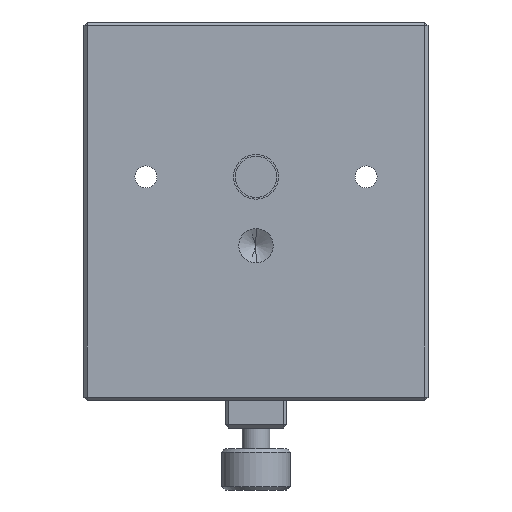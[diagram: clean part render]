
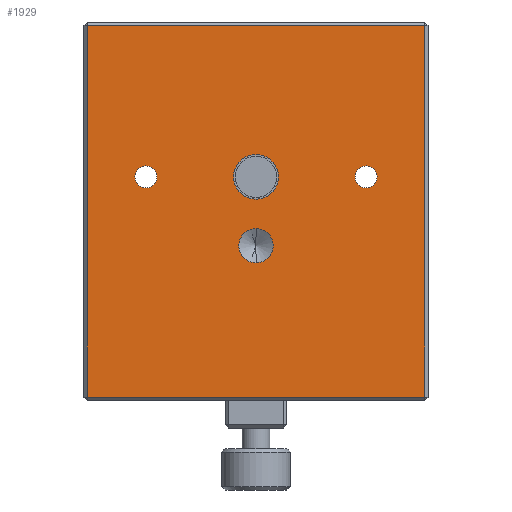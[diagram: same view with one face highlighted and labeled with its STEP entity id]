
A CAD part, front view. The second image highlights one B-rep face of the part: STEP entity #1929.
In plain terms, the highlighted planar face has unit normal (0, -1, 0).
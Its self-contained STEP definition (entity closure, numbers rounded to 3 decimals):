
#22 = EDGE_CURVE ( 'NONE', #1120, #3142, #3366, .T. ) ;
#119 = CARTESIAN_POINT ( 'NONE',  ( 0., 0., -2.5 ) ) ;
#196 = CARTESIAN_POINT ( 'NONE',  ( -16., 0., 6.6 ) ) ;
#255 = VERTEX_POINT ( 'NONE', #2140 ) ;
#282 = CIRCLE ( 'NONE', #2851, 1.6 ) ;
#310 = CARTESIAN_POINT ( 'NONE',  ( 16., 0., 5. ) ) ;
#409 = DIRECTION ( 'NONE',  ( 0., -1., 0. ) ) ;
#417 = ORIENTED_EDGE ( 'NONE', *, *, #1589, .T. ) ;
#475 = ORIENTED_EDGE ( 'NONE', *, *, #541, .T. ) ;
#491 = CARTESIAN_POINT ( 'NONE',  ( -24.5, 0., 27. ) ) ;
#536 = CARTESIAN_POINT ( 'NONE',  ( -24.5, 0., -27. ) ) ;
#541 = EDGE_CURVE ( 'NONE', #255, #3367, #3887, .T. ) ;
#572 = CARTESIAN_POINT ( 'NONE',  ( 0., 0., 5. ) ) ;
#575 = DIRECTION ( 'NONE',  ( 0., 1., 0. ) ) ;
#602 = VERTEX_POINT ( 'NONE', #1638 ) ;
#606 = VECTOR ( 'NONE', #1442, 1000. ) ;
#616 = DIRECTION ( 'NONE',  ( 0., 0., 1. ) ) ;
#632 = VERTEX_POINT ( 'NONE', #3035 ) ;
#634 = EDGE_LOOP ( 'NONE', ( #2454, #1343 ) ) ;
#724 = VERTEX_POINT ( 'NONE', #491 ) ;
#780 = AXIS2_PLACEMENT_3D ( 'NONE', #2005, #2027, #1994 ) ;
#802 = VECTOR ( 'NONE', #3508, 1000. ) ;
#879 = DIRECTION ( 'NONE',  ( 0., 0., 1. ) ) ;
#892 = VERTEX_POINT ( 'NONE', #3948 ) ;
#1030 = CARTESIAN_POINT ( 'NONE',  ( -16., 0., 3.4 ) ) ;
#1071 = DIRECTION ( 'NONE',  ( 0., -1., 0. ) ) ;
#1120 = VERTEX_POINT ( 'NONE', #119 ) ;
#1183 = CARTESIAN_POINT ( 'NONE',  ( 0., 0., -7.5 ) ) ;
#1224 = CIRCLE ( 'NONE', #1331, 2.5 ) ;
#1225 = CIRCLE ( 'NONE', #1554, 3.25 ) ;
#1262 = AXIS2_PLACEMENT_3D ( 'NONE', #2556, #409, #2238 ) ;
#1288 = CIRCLE ( 'NONE', #3601, 1.6 ) ;
#1322 = LINE ( 'NONE', #3484, #3685 ) ;
#1331 = AXIS2_PLACEMENT_3D ( 'NONE', #2896, #1071, #3209 ) ;
#1343 = ORIENTED_EDGE ( 'NONE', *, *, #22, .F. ) ;
#1399 = CARTESIAN_POINT ( 'NONE',  ( 24.5, 0., 27.5 ) ) ;
#1411 = EDGE_CURVE ( 'NONE', #2548, #3912, #3151, .T. ) ;
#1432 = EDGE_CURVE ( 'NONE', #3056, #255, #2534, .T. ) ;
#1442 = DIRECTION ( 'NONE',  ( 0., 0., -1. ) ) ;
#1445 = DIRECTION ( 'NONE',  ( 0., 0., 1. ) ) ;
#1483 = FACE_OUTER_BOUND ( 'NONE', #2661, .T. ) ;
#1497 = PLANE ( 'NONE',  #2763 ) ;
#1554 = AXIS2_PLACEMENT_3D ( 'NONE', #572, #2718, #879 ) ;
#1563 = ORIENTED_EDGE ( 'NONE', *, *, #1432, .T. ) ;
#1589 = EDGE_CURVE ( 'NONE', #602, #632, #2550, .T. ) ;
#1598 = EDGE_LOOP ( 'NONE', ( #1902, #417 ) ) ;
#1638 = CARTESIAN_POINT ( 'NONE',  ( 0., 0., 1.75 ) ) ;
#1698 = CARTESIAN_POINT ( 'NONE',  ( 16., 0., 3.4 ) ) ;
#1815 = CARTESIAN_POINT ( 'NONE',  ( -25., 0., 27.5 ) ) ;
#1832 = DIRECTION ( 'NONE',  ( 0., -1., 0. ) ) ;
#1841 = DIRECTION ( 'NONE',  ( 0., 0., -1. ) ) ;
#1856 = ORIENTED_EDGE ( 'NONE', *, *, #1954, .T. ) ;
#1902 = ORIENTED_EDGE ( 'NONE', *, *, #3121, .T. ) ;
#1929 = ADVANCED_FACE ( 'NONE', ( #1483, #2401, #3841, #3012, #2204 ), #1497, .T. ) ;
#1954 = EDGE_CURVE ( 'NONE', #3912, #2548, #1288, .T. ) ;
#1994 = DIRECTION ( 'NONE',  ( 0., 0., 1. ) ) ;
#2005 = CARTESIAN_POINT ( 'NONE',  ( 0., 0., 5. ) ) ;
#2027 = DIRECTION ( 'NONE',  ( 0., 1., 0. ) ) ;
#2065 = CARTESIAN_POINT ( 'NONE',  ( -16., 0., 5. ) ) ;
#2130 = EDGE_LOOP ( 'NONE', ( #1856, #3851 ) ) ;
#2140 = CARTESIAN_POINT ( 'NONE',  ( 24.5, 0., -27. ) ) ;
#2204 = FACE_BOUND ( 'NONE', #2130, .T. ) ;
#2234 = EDGE_CURVE ( 'NONE', #892, #3877, #3607, .T. ) ;
#2238 = DIRECTION ( 'NONE',  ( 0., 0., -1. ) ) ;
#2349 = VECTOR ( 'NONE', #1445, 1000. ) ;
#2401 = FACE_BOUND ( 'NONE', #634, .T. ) ;
#2409 = CARTESIAN_POINT ( 'NONE',  ( 16., 0., 5. ) ) ;
#2454 = ORIENTED_EDGE ( 'NONE', *, *, #3829, .F. ) ;
#2457 = DIRECTION ( 'NONE',  ( 0., 1., 0. ) ) ;
#2506 = AXIS2_PLACEMENT_3D ( 'NONE', #2065, #3818, #3849 ) ;
#2535 = ORIENTED_EDGE ( 'NONE', *, *, #3799, .T. ) ;
#2534 = LINE ( 'NONE', #3800, #802 ) ;
#2548 = VERTEX_POINT ( 'NONE', #1030 ) ;
#2550 = CIRCLE ( 'NONE', #780, 3.25 ) ;
#2556 = CARTESIAN_POINT ( 'NONE',  ( 0., 0., -5. ) ) ;
#2579 = DIRECTION ( 'NONE',  ( -1., 0., 0. ) ) ;
#2661 = EDGE_LOOP ( 'NONE', ( #2535, #3277, #1563, #475 ) ) ;
#2702 = CARTESIAN_POINT ( 'NONE',  ( -16., 0., 5. ) ) ;
#2718 = DIRECTION ( 'NONE',  ( 0., 1., 0. ) ) ;
#2719 = DIRECTION ( 'NONE',  ( 0., 0., 1. ) ) ;
#2731 = DIRECTION ( 'NONE',  ( 0., 1., 0. ) ) ;
#2748 = DIRECTION ( 'NONE',  ( 0., 0., 1. ) ) ;
#2763 = AXIS2_PLACEMENT_3D ( 'NONE', #1815, #1832, #1841 ) ;
#2838 = CARTESIAN_POINT ( 'NONE',  ( 24.5, 0., 27. ) ) ;
#2851 = AXIS2_PLACEMENT_3D ( 'NONE', #310, #2457, #616 ) ;
#2896 = CARTESIAN_POINT ( 'NONE',  ( 0., 0., -5. ) ) ;
#2992 = ORIENTED_EDGE ( 'NONE', *, *, #3677, .T. ) ;
#3012 = FACE_BOUND ( 'NONE', #3952, .T. ) ;
#3035 = CARTESIAN_POINT ( 'NONE',  ( 0., 0., 8.25 ) ) ;
#3056 = VERTEX_POINT ( 'NONE', #536 ) ;
#3081 = EDGE_CURVE ( 'NONE', #724, #3056, #3779, .T. ) ;
#3121 = EDGE_CURVE ( 'NONE', #632, #602, #1225, .T. ) ;
#3142 = VERTEX_POINT ( 'NONE', #1183 ) ;
#3151 = CIRCLE ( 'NONE', #2506, 1.6 ) ;
#3209 = DIRECTION ( 'NONE',  ( 0., 0., -1. ) ) ;
#3277 = ORIENTED_EDGE ( 'NONE', *, *, #3081, .T. ) ;
#3366 = CIRCLE ( 'NONE', #1262, 2.5 ) ;
#3367 = VERTEX_POINT ( 'NONE', #2838 ) ;
#3484 = CARTESIAN_POINT ( 'NONE',  ( -25., 0., 27. ) ) ;
#3508 = DIRECTION ( 'NONE',  ( 1., 0., 0. ) ) ;
#3601 = AXIS2_PLACEMENT_3D ( 'NONE', #2702, #2731, #2748 ) ;
#3607 = CIRCLE ( 'NONE', #3717, 1.6 ) ;
#3625 = CARTESIAN_POINT ( 'NONE',  ( -24.5, 0., -27.5 ) ) ;
#3677 = EDGE_CURVE ( 'NONE', #3877, #892, #282, .T. ) ;
#3685 = VECTOR ( 'NONE', #2579, 1000. ) ;
#3717 = AXIS2_PLACEMENT_3D ( 'NONE', #2409, #575, #2719 ) ;
#3779 = LINE ( 'NONE', #3625, #606 ) ;
#3799 = EDGE_CURVE ( 'NONE', #3367, #724, #1322, .T. ) ;
#3800 = CARTESIAN_POINT ( 'NONE',  ( -25., 0., -27. ) ) ;
#3818 = DIRECTION ( 'NONE',  ( 0., 1., 0. ) ) ;
#3829 = EDGE_CURVE ( 'NONE', #3142, #1120, #1224, .T. ) ;
#3841 = FACE_BOUND ( 'NONE', #1598, .T. ) ;
#3849 = DIRECTION ( 'NONE',  ( 0., 0., 1. ) ) ;
#3851 = ORIENTED_EDGE ( 'NONE', *, *, #1411, .T. ) ;
#3877 = VERTEX_POINT ( 'NONE', #1698 ) ;
#3887 = LINE ( 'NONE', #1399, #2349 ) ;
#3912 = VERTEX_POINT ( 'NONE', #196 ) ;
#3948 = CARTESIAN_POINT ( 'NONE',  ( 16., 0., 6.6 ) ) ;
#3952 = EDGE_LOOP ( 'NONE', ( #3981, #2992 ) ) ;
#3981 = ORIENTED_EDGE ( 'NONE', *, *, #2234, .T. ) ;
